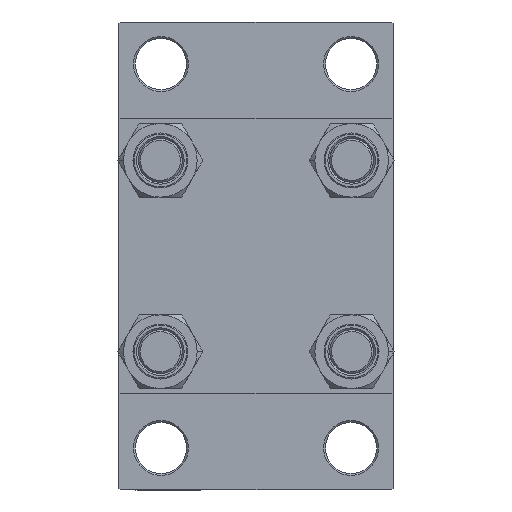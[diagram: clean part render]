
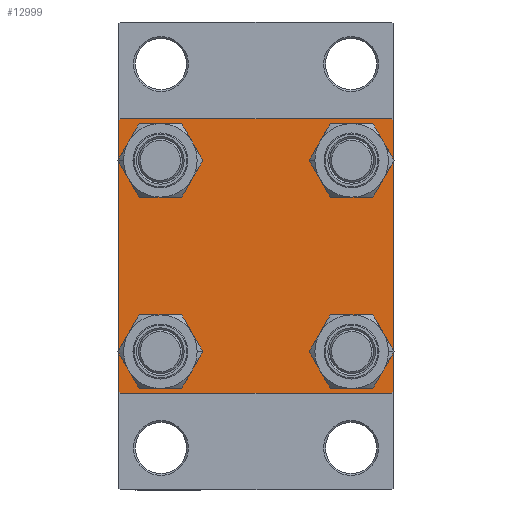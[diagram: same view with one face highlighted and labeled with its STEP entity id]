
A CAD part, left-side view. The second image highlights one B-rep face of the part: STEP entity #12999.
In plain terms, the highlighted planar face has unit normal (-1, 0, 0).
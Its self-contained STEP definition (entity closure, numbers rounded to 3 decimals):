
#950 = PLANE ( 'NONE',  #21186 ) ;
#1098 = ORIENTED_EDGE ( 'NONE', *, *, #1259, .T. ) ;
#1134 = DIRECTION ( 'NONE',  ( 0., 0., 1. ) ) ;
#1259 = EDGE_CURVE ( 'NONE', #15409, #3546, #13288, .T. ) ;
#1653 = FACE_BOUND ( 'NONE', #46595, .T. ) ;
#2630 = VERTEX_POINT ( 'NONE', #33315 ) ;
#3299 = VERTEX_POINT ( 'NONE', #14201 ) ;
#3312 = CARTESIAN_POINT ( 'NONE',  ( 0., -26.15, 32.65 ) ) ;
#3386 = DIRECTION ( 'NONE',  ( 0., -1., 0. ) ) ;
#3546 = VERTEX_POINT ( 'NONE', #34853 ) ;
#3938 = CARTESIAN_POINT ( 'NONE',  ( 0., -26.15, -26.15 ) ) ;
#4467 = ORIENTED_EDGE ( 'NONE', *, *, #34172, .T. ) ;
#4874 = CARTESIAN_POINT ( 'NONE',  ( 0., -37.25, -37.25 ) ) ;
#4889 = VECTOR ( 'NONE', #3386, 1000. ) ;
#5184 = DIRECTION ( 'NONE',  ( 0., 0., -1. ) ) ;
#6141 = LINE ( 'NONE', #27609, #40048 ) ;
#6391 = EDGE_CURVE ( 'NONE', #2630, #13361, #43255, .T. ) ;
#6704 = CARTESIAN_POINT ( 'NONE',  ( 0., 37.5, 37.5 ) ) ;
#6860 = VERTEX_POINT ( 'NONE', #45722 ) ;
#6940 = LINE ( 'NONE', #6704, #44071 ) ;
#6986 = DIRECTION ( 'NONE',  ( 1., 0., 0. ) ) ;
#7061 = CIRCLE ( 'NONE', #17864, 6.5 ) ;
#7640 = CARTESIAN_POINT ( 'NONE',  ( 0., -26.15, 26.15 ) ) ;
#7723 = EDGE_CURVE ( 'NONE', #35552, #20112, #10978, .T. ) ;
#7822 = AXIS2_PLACEMENT_3D ( 'NONE', #10138, #34315, #24374 ) ;
#7907 = EDGE_LOOP ( 'NONE', ( #43992, #11605 ) ) ;
#8309 = VERTEX_POINT ( 'NONE', #19831 ) ;
#9034 = LINE ( 'NONE', #45698, #30783 ) ;
#9117 = DIRECTION ( 'NONE',  ( 0., 0., 1. ) ) ;
#9492 = CARTESIAN_POINT ( 'NONE',  ( 0., 37.25, 37.25 ) ) ;
#9520 = EDGE_LOOP ( 'NONE', ( #22755, #19138 ) ) ;
#10138 = CARTESIAN_POINT ( 'NONE',  ( 0., 26.15, -26.15 ) ) ;
#10255 = DIRECTION ( 'NONE',  ( 1., 0., 0. ) ) ;
#10450 = LINE ( 'NONE', #9492, #45563 ) ;
#10978 = CIRCLE ( 'NONE', #22543, 6.5 ) ;
#11605 = ORIENTED_EDGE ( 'NONE', *, *, #22809, .T. ) ;
#11981 = LINE ( 'NONE', #19463, #14722 ) ;
#12055 = FACE_BOUND ( 'NONE', #32210, .T. ) ;
#12285 = VERTEX_POINT ( 'NONE', #3312 ) ;
#12999 = ADVANCED_FACE ( 'NONE', ( #1653, #27223, #12055, #41454, #38307 ), #950, .T. ) ;
#13079 = DIRECTION ( 'NONE',  ( 0., 0., 1. ) ) ;
#13288 = LINE ( 'NONE', #27977, #38608 ) ;
#13332 = LINE ( 'NONE', #28726, #4889 ) ;
#13361 = VERTEX_POINT ( 'NONE', #15870 ) ;
#13505 = CARTESIAN_POINT ( 'NONE',  ( 0., -26.15, -19.65 ) ) ;
#13748 = CARTESIAN_POINT ( 'NONE',  ( 0., 37.5, -37. ) ) ;
#14201 = CARTESIAN_POINT ( 'NONE',  ( 0., 26.15, 19.65 ) ) ;
#14410 = VERTEX_POINT ( 'NONE', #17297 ) ;
#14667 = EDGE_CURVE ( 'NONE', #14410, #12285, #18187, .T. ) ;
#14722 = VECTOR ( 'NONE', #5184, 1000. ) ;
#15050 = LINE ( 'NONE', #4874, #42225 ) ;
#15081 = EDGE_CURVE ( 'NONE', #12285, #14410, #35886, .T. ) ;
#15392 = CIRCLE ( 'NONE', #42320, 6.5 ) ;
#15409 = VERTEX_POINT ( 'NONE', #34744 ) ;
#15476 = ORIENTED_EDGE ( 'NONE', *, *, #23603, .T. ) ;
#15870 = CARTESIAN_POINT ( 'NONE',  ( 0., 26.15, -19.65 ) ) ;
#15877 = DIRECTION ( 'NONE',  ( 1., 0., 0. ) ) ;
#16121 = CARTESIAN_POINT ( 'NONE',  ( 0., 37., 37.5 ) ) ;
#16384 = DIRECTION ( 'NONE',  ( -1., 0., 0. ) ) ;
#17023 = CIRCLE ( 'NONE', #40881, 6.5 ) ;
#17084 = ORIENTED_EDGE ( 'NONE', *, *, #31956, .T. ) ;
#17297 = CARTESIAN_POINT ( 'NONE',  ( 0., -26.15, 19.65 ) ) ;
#17752 = DIRECTION ( 'NONE',  ( 1., 0., 0. ) ) ;
#17864 = AXIS2_PLACEMENT_3D ( 'NONE', #23681, #45857, #13079 ) ;
#17885 = EDGE_CURVE ( 'NONE', #27827, #3299, #28291, .T. ) ;
#18187 = CIRCLE ( 'NONE', #25099, 6.5 ) ;
#18685 = DIRECTION ( 'NONE',  ( 0., 0., 1. ) ) ;
#19138 = ORIENTED_EDGE ( 'NONE', *, *, #41947, .T. ) ;
#19463 = CARTESIAN_POINT ( 'NONE',  ( 0., -37.5, 37.5 ) ) ;
#19677 = EDGE_CURVE ( 'NONE', #25142, #8309, #15050, .T. ) ;
#19831 = CARTESIAN_POINT ( 'NONE',  ( 0., -37.5, -37. ) ) ;
#20112 = VERTEX_POINT ( 'NONE', #46942 ) ;
#20682 = VERTEX_POINT ( 'NONE', #13748 ) ;
#21080 = DIRECTION ( 'NONE',  ( 0., 0.707, -0.707 ) ) ;
#21186 = AXIS2_PLACEMENT_3D ( 'NONE', #27683, #16384, #9117 ) ;
#21280 = AXIS2_PLACEMENT_3D ( 'NONE', #7640, #44773, #1134 ) ;
#21453 = DIRECTION ( 'NONE',  ( 1., 0., 0. ) ) ;
#22182 = ORIENTED_EDGE ( 'NONE', *, *, #19677, .T. ) ;
#22403 = CARTESIAN_POINT ( 'NONE',  ( 0., 26.15, 26.15 ) ) ;
#22543 = AXIS2_PLACEMENT_3D ( 'NONE', #39690, #17752, #36769 ) ;
#22755 = ORIENTED_EDGE ( 'NONE', *, *, #7723, .T. ) ;
#22809 = EDGE_CURVE ( 'NONE', #3299, #27827, #15392, .T. ) ;
#23603 = EDGE_CURVE ( 'NONE', #6860, #25142, #9034, .T. ) ;
#23681 = CARTESIAN_POINT ( 'NONE',  ( 0., 26.15, -26.15 ) ) ;
#23857 = ORIENTED_EDGE ( 'NONE', *, *, #6391, .T. ) ;
#24258 = CARTESIAN_POINT ( 'NONE',  ( 0., 26.15, 32.65 ) ) ;
#24374 = DIRECTION ( 'NONE',  ( 0., 0., 1. ) ) ;
#24505 = EDGE_CURVE ( 'NONE', #20682, #6860, #6141, .T. ) ;
#24546 = EDGE_LOOP ( 'NONE', ( #4467, #40002, #15476, #22182, #39235, #1098, #37108, #43688 ) ) ;
#25099 = AXIS2_PLACEMENT_3D ( 'NONE', #25326, #6986, #25807 ) ;
#25142 = VERTEX_POINT ( 'NONE', #39791 ) ;
#25326 = CARTESIAN_POINT ( 'NONE',  ( 0., -26.15, 26.15 ) ) ;
#25807 = DIRECTION ( 'NONE',  ( 0., 0., 1. ) ) ;
#26633 = VERTEX_POINT ( 'NONE', #16121 ) ;
#27223 = FACE_BOUND ( 'NONE', #9520, .T. ) ;
#27609 = CARTESIAN_POINT ( 'NONE',  ( 0., 37.25, -37.25 ) ) ;
#27683 = CARTESIAN_POINT ( 'NONE',  ( 0., 0., 0. ) ) ;
#27827 = VERTEX_POINT ( 'NONE', #24258 ) ;
#27977 = CARTESIAN_POINT ( 'NONE',  ( 0., -37.25, 37.25 ) ) ;
#28105 = DIRECTION ( 'NONE',  ( 0., -0.707, -0.707 ) ) ;
#28197 = ORIENTED_EDGE ( 'NONE', *, *, #15081, .T. ) ;
#28291 = CIRCLE ( 'NONE', #45209, 6.5 ) ;
#28330 = VERTEX_POINT ( 'NONE', #44641 ) ;
#28726 = CARTESIAN_POINT ( 'NONE',  ( 0., 37.5, 37.5 ) ) ;
#30078 = CARTESIAN_POINT ( 'NONE',  ( 0., 26.15, 26.15 ) ) ;
#30783 = VECTOR ( 'NONE', #46418, 1000. ) ;
#31956 = EDGE_CURVE ( 'NONE', #13361, #2630, #7061, .T. ) ;
#32210 = EDGE_LOOP ( 'NONE', ( #17084, #23857 ) ) ;
#33315 = CARTESIAN_POINT ( 'NONE',  ( 0., 26.15, -32.65 ) ) ;
#33693 = DIRECTION ( 'NONE',  ( 0., 0., 1. ) ) ;
#34172 = EDGE_CURVE ( 'NONE', #28330, #20682, #6940, .T. ) ;
#34293 = DIRECTION ( 'NONE',  ( 0., -0.707, 0.707 ) ) ;
#34315 = DIRECTION ( 'NONE',  ( 1., 0., 0. ) ) ;
#34744 = CARTESIAN_POINT ( 'NONE',  ( 0., -37.5, 37. ) ) ;
#34853 = CARTESIAN_POINT ( 'NONE',  ( 0., -37., 37.5 ) ) ;
#35552 = VERTEX_POINT ( 'NONE', #13505 ) ;
#35886 = CIRCLE ( 'NONE', #21280, 6.5 ) ;
#35981 = EDGE_CURVE ( 'NONE', #26633, #3546, #13332, .T. ) ;
#36769 = DIRECTION ( 'NONE',  ( 0., 0., 1. ) ) ;
#37108 = ORIENTED_EDGE ( 'NONE', *, *, #35981, .F. ) ;
#38307 = FACE_OUTER_BOUND ( 'NONE', #24546, .T. ) ;
#38608 = VECTOR ( 'NONE', #40195, 1000. ) ;
#39235 = ORIENTED_EDGE ( 'NONE', *, *, #41704, .F. ) ;
#39690 = CARTESIAN_POINT ( 'NONE',  ( 0., -26.15, -26.15 ) ) ;
#39791 = CARTESIAN_POINT ( 'NONE',  ( 0., -37., -37.5 ) ) ;
#40002 = ORIENTED_EDGE ( 'NONE', *, *, #24505, .T. ) ;
#40048 = VECTOR ( 'NONE', #28105, 1000. ) ;
#40195 = DIRECTION ( 'NONE',  ( 0., 0.707, 0.707 ) ) ;
#40881 = AXIS2_PLACEMENT_3D ( 'NONE', #3938, #10255, #18685 ) ;
#41454 = FACE_BOUND ( 'NONE', #7907, .T. ) ;
#41704 = EDGE_CURVE ( 'NONE', #15409, #8309, #11981, .T. ) ;
#41947 = EDGE_CURVE ( 'NONE', #20112, #35552, #17023, .T. ) ;
#42225 = VECTOR ( 'NONE', #34293, 1000. ) ;
#42320 = AXIS2_PLACEMENT_3D ( 'NONE', #22403, #21453, #44337 ) ;
#42332 = ORIENTED_EDGE ( 'NONE', *, *, #14667, .T. ) ;
#42906 = DIRECTION ( 'NONE',  ( 0., 0., -1. ) ) ;
#43255 = CIRCLE ( 'NONE', #7822, 6.5 ) ;
#43688 = ORIENTED_EDGE ( 'NONE', *, *, #44625, .T. ) ;
#43992 = ORIENTED_EDGE ( 'NONE', *, *, #17885, .T. ) ;
#44071 = VECTOR ( 'NONE', #42906, 1000. ) ;
#44337 = DIRECTION ( 'NONE',  ( 0., 0., 1. ) ) ;
#44625 = EDGE_CURVE ( 'NONE', #26633, #28330, #10450, .T. ) ;
#44641 = CARTESIAN_POINT ( 'NONE',  ( 0., 37.5, 37. ) ) ;
#44773 = DIRECTION ( 'NONE',  ( 1., 0., 0. ) ) ;
#45209 = AXIS2_PLACEMENT_3D ( 'NONE', #30078, #15877, #33693 ) ;
#45563 = VECTOR ( 'NONE', #21080, 1000. ) ;
#45698 = CARTESIAN_POINT ( 'NONE',  ( 0., 37.5, -37.5 ) ) ;
#45722 = CARTESIAN_POINT ( 'NONE',  ( 0., 37., -37.5 ) ) ;
#45857 = DIRECTION ( 'NONE',  ( 1., 0., 0. ) ) ;
#46418 = DIRECTION ( 'NONE',  ( 0., -1., 0. ) ) ;
#46595 = EDGE_LOOP ( 'NONE', ( #28197, #42332 ) ) ;
#46942 = CARTESIAN_POINT ( 'NONE',  ( 0., -26.15, -32.65 ) ) ;
